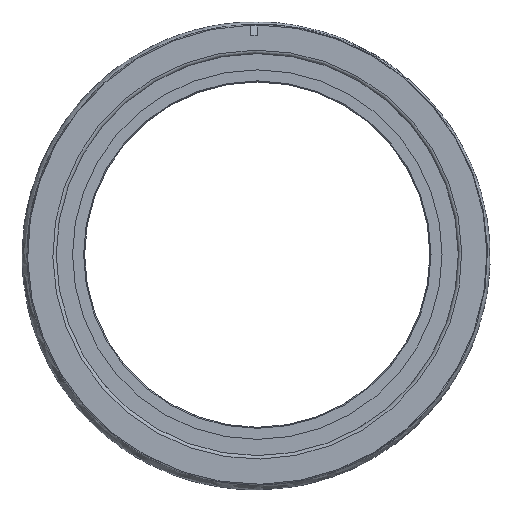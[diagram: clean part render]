
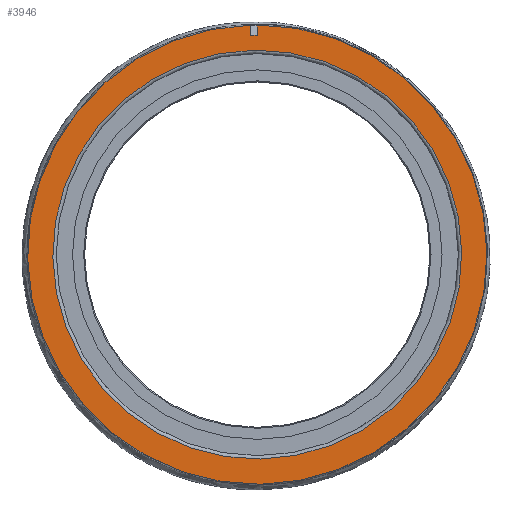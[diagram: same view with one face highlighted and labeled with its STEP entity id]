
A CAD part, left-side view. The second image highlights one B-rep face of the part: STEP entity #3946.
In plain terms, the highlighted planar face has unit normal (-1, 0, 0).
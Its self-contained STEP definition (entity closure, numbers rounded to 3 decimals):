
#130=CIRCLE('',#4333,59.2);
#131=CIRCLE('',#4335,66.5);
#415=LINE('',#6860,#619);
#422=LINE('',#6904,#626);
#423=LINE('',#6908,#627);
#619=VECTOR('',#4918,1000.);
#626=VECTOR('',#4973,1000.);
#627=VECTOR('',#4976,1000.);
#817=PLANE('',#4334);
#996=ORIENTED_EDGE('',*,*,#2058,.T.);
#997=ORIENTED_EDGE('',*,*,#2076,.T.);
#998=ORIENTED_EDGE('',*,*,#2077,.T.);
#999=ORIENTED_EDGE('',*,*,#2078,.T.);
#1000=ORIENTED_EDGE('',*,*,#2075,.F.);
#2058=EDGE_CURVE('',#2618,#2617,#415,.T.);
#2075=EDGE_CURVE('',#2630,#2630,#130,.T.);
#2076=EDGE_CURVE('',#2617,#2631,#422,.T.);
#2077=EDGE_CURVE('',#2631,#2632,#131,.T.);
#2078=EDGE_CURVE('',#2632,#2618,#423,.T.);
#2617=VERTEX_POINT('',#6859);
#2618=VERTEX_POINT('',#6861);
#2630=VERTEX_POINT('',#6902);
#2631=VERTEX_POINT('',#6905);
#2632=VERTEX_POINT('',#6907);
#3104=EDGE_LOOP('',(#996,#997,#998,#999));
#3105=EDGE_LOOP('',(#1000));
#3476=FACE_BOUND('',#3104,.T.);
#3477=FACE_BOUND('',#3105,.T.);
#3946=ADVANCED_FACE('',(#3476,#3477),#817,.F.);
#4333=AXIS2_PLACEMENT_3D('',#6901,#4969,#4970);
#4334=AXIS2_PLACEMENT_3D('',#6903,#4971,#4972);
#4335=AXIS2_PLACEMENT_3D('',#6906,#4974,#4975);
#4918=DIRECTION('',(0.,1.,-0.015));
#4969=DIRECTION('',(-1.,0.,0.));
#4970=DIRECTION('',(0.,0.015,1.));
#4971=DIRECTION('',(1.,0.,0.));
#4972=DIRECTION('',(0.,-0.015,-1.));
#4973=DIRECTION('',(0.,0.015,1.));
#4974=DIRECTION('',(-1.,0.,0.));
#4975=DIRECTION('',(0.,0.015,1.));
#4976=DIRECTION('',(0.,-0.015,-1.));
#6859=CARTESIAN_POINT('',(-32.,1.971,63.477));
#6860=CARTESIAN_POINT('',(-32.,0.971,63.493));
#6861=CARTESIAN_POINT('',(-32.,-0.028,63.508));
#6901=CARTESIAN_POINT('',(-32.,0.,0.));
#6902=CARTESIAN_POINT('',(-32.,0.906,59.193));
#6903=CARTESIAN_POINT('',(-32.,1.017,66.492));
#6904=CARTESIAN_POINT('',(-32.,2.017,66.477));
#6905=CARTESIAN_POINT('',(-32.,2.017,66.469));
#6906=CARTESIAN_POINT('',(-32.,0.,0.));
#6907=CARTESIAN_POINT('',(-32.,0.017,66.5));
#6908=CARTESIAN_POINT('',(-32.,0.017,66.508));
